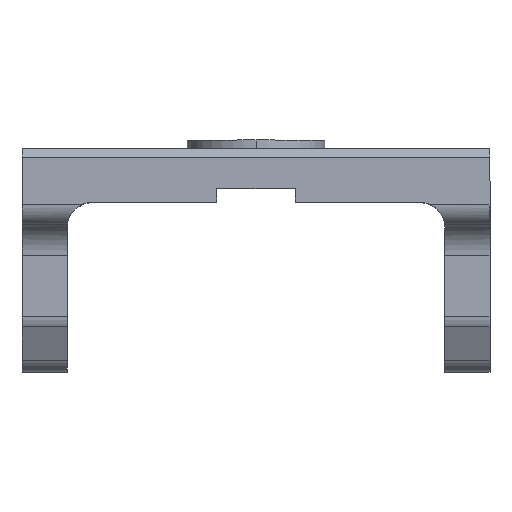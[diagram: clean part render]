
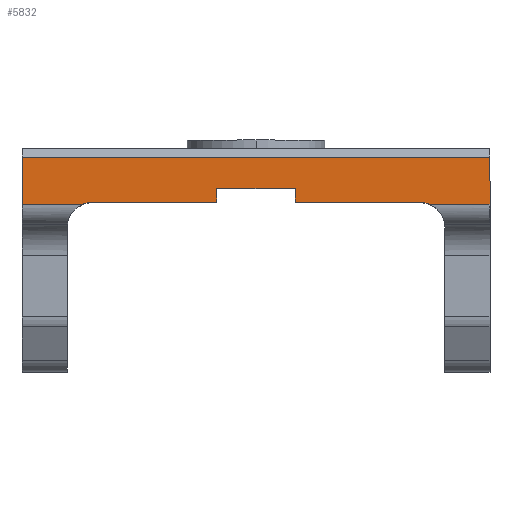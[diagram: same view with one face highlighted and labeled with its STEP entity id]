
A CAD part, top view. The second image highlights one B-rep face of the part: STEP entity #5832.
In plain terms, the highlighted planar face has unit normal (0, 0, 1).
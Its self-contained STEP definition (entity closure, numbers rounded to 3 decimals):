
#5 = VERTEX_POINT ( 'NONE', #230 ) ;
#200 = DIRECTION ( 'NONE',  ( 1., 0., 0. ) ) ;
#219 = CARTESIAN_POINT ( 'NONE',  ( 44., 0., 44. ) ) ;
#230 = CARTESIAN_POINT ( 'NONE',  ( 9.125, 3.2, 44. ) ) ;
#262 = CIRCLE ( 'NONE', #3910, 6. ) ;
#276 = LINE ( 'NONE', #4298, #976 ) ;
#302 = VERTEX_POINT ( 'NONE', #568 ) ;
#307 = CARTESIAN_POINT ( 'NONE',  ( 9.125, 0., 44. ) ) ;
#324 = DIRECTION ( 'NONE',  ( 0., 0., -1. ) ) ;
#373 = LINE ( 'NONE', #2757, #3375 ) ;
#438 = LINE ( 'NONE', #2443, #1691 ) ;
#489 = DIRECTION ( 'NONE',  ( -1., 0., 0. ) ) ;
#568 = CARTESIAN_POINT ( 'NONE',  ( 40.398, -0.5, 44. ) ) ;
#611 = VERTEX_POINT ( 'NONE', #5835 ) ;
#615 = ORIENTED_EDGE ( 'NONE', *, *, #2811, .F. ) ;
#634 = EDGE_CURVE ( 'NONE', #611, #3176, #5542, .T. ) ;
#683 = CARTESIAN_POINT ( 'NONE',  ( 54.5, 12.5, 44. ) ) ;
#701 = VECTOR ( 'NONE', #1814, 1000. ) ;
#766 = EDGE_CURVE ( 'NONE', #302, #611, #5589, .T. ) ;
#883 = VECTOR ( 'NONE', #3098, 1000. ) ;
#941 = CARTESIAN_POINT ( 'NONE',  ( -9.125, 0., 44. ) ) ;
#976 = VECTOR ( 'NONE', #5238, 1000. ) ;
#1096 = CARTESIAN_POINT ( 'NONE',  ( 54.5, 10.5, 44. ) ) ;
#1113 = DIRECTION ( 'NONE',  ( 1., 0., 0. ) ) ;
#1165 = DIRECTION ( 'NONE',  ( 0., 0., -1. ) ) ;
#1206 = ORIENTED_EDGE ( 'NONE', *, *, #4271, .T. ) ;
#1257 = EDGE_CURVE ( 'NONE', #5, #1539, #438, .T. ) ;
#1373 = CARTESIAN_POINT ( 'NONE',  ( -54.5, 10.5, 44. ) ) ;
#1457 = EDGE_CURVE ( 'NONE', #3306, #5, #373, .T. ) ;
#1537 = EDGE_CURVE ( 'NONE', #2159, #3929, #276, .T. ) ;
#1539 = VERTEX_POINT ( 'NONE', #2282 ) ;
#1678 = LINE ( 'NONE', #219, #883 ) ;
#1691 = VECTOR ( 'NONE', #4440, 1000. ) ;
#1716 = LINE ( 'NONE', #3200, #6433 ) ;
#1807 = CARTESIAN_POINT ( 'NONE',  ( -54.5, -0.5, 44. ) ) ;
#1814 = DIRECTION ( 'NONE',  ( 0., -1., 0. ) ) ;
#1821 = ORIENTED_EDGE ( 'NONE', *, *, #634, .T. ) ;
#1962 = CARTESIAN_POINT ( 'NONE',  ( 38., -6., 44. ) ) ;
#2100 = CARTESIAN_POINT ( 'NONE',  ( 52., -0.5, 44. ) ) ;
#2154 = ORIENTED_EDGE ( 'NONE', *, *, #6441, .T. ) ;
#2159 = VERTEX_POINT ( 'NONE', #1807 ) ;
#2169 = LINE ( 'NONE', #3109, #4968 ) ;
#2273 = VERTEX_POINT ( 'NONE', #3904 ) ;
#2282 = CARTESIAN_POINT ( 'NONE',  ( -9.125, 3.2, 44. ) ) ;
#2405 = DIRECTION ( 'NONE',  ( -1., 0., 0. ) ) ;
#2443 = CARTESIAN_POINT ( 'NONE',  ( -9.125, 3.2, 44. ) ) ;
#2519 = EDGE_LOOP ( 'NONE', ( #3545, #1821, #2154, #4760, #4817, #1206, #3260, #615, #4766, #3963, #3625, #2812 ) ) ;
#2568 = CARTESIAN_POINT ( 'NONE',  ( 38., 0., 44. ) ) ;
#2591 = VECTOR ( 'NONE', #2405, 1000. ) ;
#2757 = CARTESIAN_POINT ( 'NONE',  ( 9.125, 0., 44. ) ) ;
#2803 = CARTESIAN_POINT ( 'NONE',  ( -38., -6., 44. ) ) ;
#2811 = EDGE_CURVE ( 'NONE', #1539, #2273, #3877, .T. ) ;
#2812 = ORIENTED_EDGE ( 'NONE', *, *, #3976, .T. ) ;
#2948 = CARTESIAN_POINT ( 'NONE',  ( 0., 10.5, 44. ) ) ;
#3096 = AXIS2_PLACEMENT_3D ( 'NONE', #5677, #1165, #5184 ) ;
#3098 = DIRECTION ( 'NONE',  ( 1., 0., 0. ) ) ;
#3109 = CARTESIAN_POINT ( 'NONE',  ( -54.5, -0.5, 44. ) ) ;
#3176 = VERTEX_POINT ( 'NONE', #1096 ) ;
#3200 = CARTESIAN_POINT ( 'NONE',  ( 44., 0., 44. ) ) ;
#3260 = ORIENTED_EDGE ( 'NONE', *, *, #5024, .T. ) ;
#3306 = VERTEX_POINT ( 'NONE', #307 ) ;
#3375 = VECTOR ( 'NONE', #4769, 1000. ) ;
#3422 = VERTEX_POINT ( 'NONE', #1373 ) ;
#3545 = ORIENTED_EDGE ( 'NONE', *, *, #766, .T. ) ;
#3625 = ORIENTED_EDGE ( 'NONE', *, *, #4089, .T. ) ;
#3877 = LINE ( 'NONE', #941, #701 ) ;
#3904 = CARTESIAN_POINT ( 'NONE',  ( -9.125, 0., 44. ) ) ;
#3910 = AXIS2_PLACEMENT_3D ( 'NONE', #1962, #6099, #489 ) ;
#3929 = VERTEX_POINT ( 'NONE', #4597 ) ;
#3963 = ORIENTED_EDGE ( 'NONE', *, *, #1457, .F. ) ;
#3976 = EDGE_CURVE ( 'NONE', #5508, #302, #262, .T. ) ;
#3990 = VECTOR ( 'NONE', #200, 1000. ) ;
#4089 = EDGE_CURVE ( 'NONE', #3306, #5508, #1716, .T. ) ;
#4099 = EDGE_CURVE ( 'NONE', #2159, #3422, #2169, .T. ) ;
#4143 = FACE_OUTER_BOUND ( 'NONE', #2519, .T. ) ;
#4271 = EDGE_CURVE ( 'NONE', #3929, #5880, #4658, .T. ) ;
#4298 = CARTESIAN_POINT ( 'NONE',  ( -44., -0.5, 44. ) ) ;
#4440 = DIRECTION ( 'NONE',  ( -1., 0., 0. ) ) ;
#4441 = AXIS2_PLACEMENT_3D ( 'NONE', #2803, #324, #4819 ) ;
#4536 = LINE ( 'NONE', #2948, #2591 ) ;
#4597 = CARTESIAN_POINT ( 'NONE',  ( -40.398, -0.5, 44. ) ) ;
#4658 = CIRCLE ( 'NONE', #4441, 6. ) ;
#4760 = ORIENTED_EDGE ( 'NONE', *, *, #4099, .F. ) ;
#4766 = ORIENTED_EDGE ( 'NONE', *, *, #1257, .F. ) ;
#4769 = DIRECTION ( 'NONE',  ( 0., 1., 0. ) ) ;
#4817 = ORIENTED_EDGE ( 'NONE', *, *, #1537, .T. ) ;
#4819 = DIRECTION ( 'NONE',  ( -1., 0., 0. ) ) ;
#4968 = VECTOR ( 'NONE', #5131, 1000. ) ;
#5024 = EDGE_CURVE ( 'NONE', #5880, #2273, #1678, .T. ) ;
#5131 = DIRECTION ( 'NONE',  ( 0., 1., 0. ) ) ;
#5184 = DIRECTION ( 'NONE',  ( -1., 0., 0. ) ) ;
#5238 = DIRECTION ( 'NONE',  ( 1., 0., 0. ) ) ;
#5508 = VERTEX_POINT ( 'NONE', #2568 ) ;
#5542 = LINE ( 'NONE', #683, #5681 ) ;
#5589 = LINE ( 'NONE', #2100, #3990 ) ;
#5624 = DIRECTION ( 'NONE',  ( 0., 1., 0. ) ) ;
#5677 = CARTESIAN_POINT ( 'NONE',  ( 0., 0., 44. ) ) ;
#5681 = VECTOR ( 'NONE', #5624, 1000. ) ;
#5798 = CARTESIAN_POINT ( 'NONE',  ( -38., 0., 44. ) ) ;
#5832 = ADVANCED_FACE ( 'NONE', ( #4143 ), #6164, .F. ) ;
#5835 = CARTESIAN_POINT ( 'NONE',  ( 54.5, -0.5, 44. ) ) ;
#5880 = VERTEX_POINT ( 'NONE', #5798 ) ;
#6099 = DIRECTION ( 'NONE',  ( 0., 0., -1. ) ) ;
#6164 = PLANE ( 'NONE',  #3096 ) ;
#6433 = VECTOR ( 'NONE', #1113, 1000. ) ;
#6441 = EDGE_CURVE ( 'NONE', #3176, #3422, #4536, .T. ) ;
